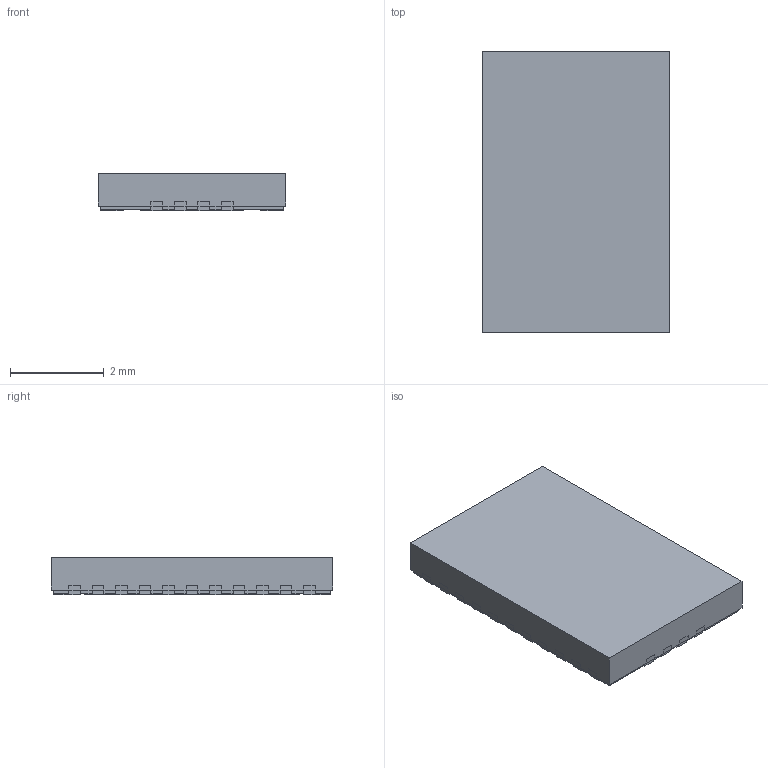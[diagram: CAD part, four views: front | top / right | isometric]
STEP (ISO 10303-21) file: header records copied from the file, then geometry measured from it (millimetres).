
FILE_DESCRIPTION((''),'2;1');
FILE_NAME('RNP0030A_ASM','2017-09-05T11:38:11',('a0412086'),(''),'CREO PARAMETRIC BY PTC INC, 2017110','CREO PARAMETRIC BY PTC INC, 2017110','');
FILE_SCHEMA(('AUTOMOTIVE_DESIGN { 1 0 10303 214 1 1 1 1 }'));
Length unit declared in the file: millimetre
Products named in the file (4): BODY-QFN_AF0; FRAME-RNP0030A_AF0; PIN1-ID; RNP0030A_ASM
Assembly tree (3 placements, depth 2):
  RNP0030A_ASM
    BODY-QFN_AF0
    FRAME-RNP0030A_AF0
    PIN1-ID
Bounding box: 4 x 6 x 0.8 mm (x, y, z)
Volume: 18.8 mm3; surface area: 114.7 mm2
Topology: 32 solids, 32 shells, 453 faces, 1158 edges, 772 vertices
Faces by surface type: plane 393, cylinder 60
Entity records: 18216 total; most frequent: CARTESIAN_POINT 2433, ORIENTED_EDGE 2316, DIRECTION 2250, PRESENTATION_STYLE_ASSIGNMENT 1282, STYLED_ITEM 1190, CURVE_STYLE 1158, EDGE_CURVE 1158, VECTOR 1038
